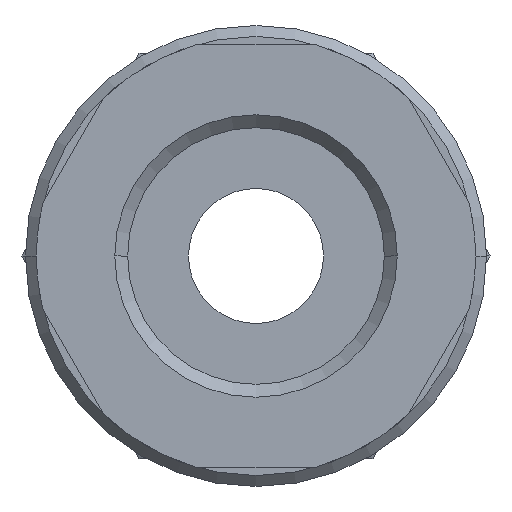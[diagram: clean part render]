
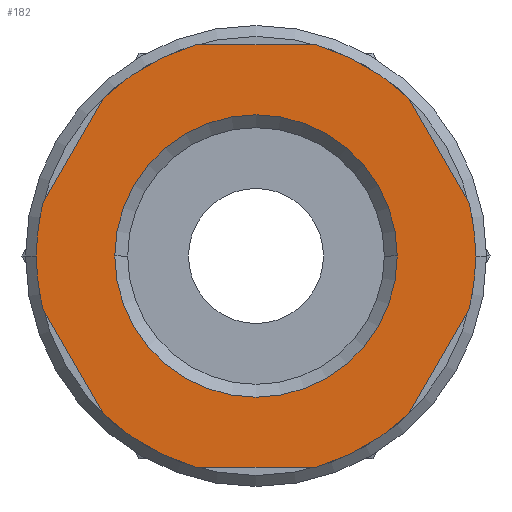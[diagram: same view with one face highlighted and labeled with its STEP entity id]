
A CAD part, front view. The second image highlights one B-rep face of the part: STEP entity #182.
In plain terms, the highlighted planar face has unit normal (0, -1, 0).
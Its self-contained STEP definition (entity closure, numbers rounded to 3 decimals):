
#182=ADVANCED_FACE('',(#438,#439),#440,.T.);
#438=FACE_BOUND('',#777,.T.);
#439=FACE_OUTER_BOUND('',#778,.T.);
#440=PLANE('',#779);
#777=EDGE_LOOP('',(#1244,#1245));
#778=EDGE_LOOP('',(#1246,#1247,#1248,#1249,#1250,#1251,#1252,#1253,#1254,#1255,#1256,#1257,#1258,#1259));
#779=AXIS2_PLACEMENT_3D('',#1260,#1261,#1262);
#1244=ORIENTED_EDGE('',*,*,#2033,.T.);
#1245=ORIENTED_EDGE('',*,*,#2034,.T.);
#1246=ORIENTED_EDGE('',*,*,#2022,.F.);
#1247=ORIENTED_EDGE('',*,*,#2035,.F.);
#1248=ORIENTED_EDGE('',*,*,#1990,.F.);
#1249=ORIENTED_EDGE('',*,*,#1988,.F.);
#1250=ORIENTED_EDGE('',*,*,#2036,.F.);
#1251=ORIENTED_EDGE('',*,*,#2037,.F.);
#1252=ORIENTED_EDGE('',*,*,#2038,.F.);
#1253=ORIENTED_EDGE('',*,*,#2039,.F.);
#1254=ORIENTED_EDGE('',*,*,#2040,.F.);
#1255=ORIENTED_EDGE('',*,*,#2041,.F.);
#1256=ORIENTED_EDGE('',*,*,#2042,.F.);
#1257=ORIENTED_EDGE('',*,*,#2043,.F.);
#1258=ORIENTED_EDGE('',*,*,#2044,.F.);
#1259=ORIENTED_EDGE('',*,*,#1928,.F.);
#1260=CARTESIAN_POINT('',(6.5,0.0,0.0));
#1261=DIRECTION('',(-0.0,-1.0,-0.0));
#1262=DIRECTION('',(-1.0,0.0,0.0));
#1928=EDGE_CURVE('',#2275,#2271,#2277,.T.);
#1988=EDGE_CURVE('',#2381,#2377,#2383,.T.);
#1990=EDGE_CURVE('',#2377,#2385,#2386,.T.);
#2022=EDGE_CURVE('',#2432,#2275,#2434,.T.);
#2033=EDGE_CURVE('',#2450,#2451,#2452,.T.);
#2034=EDGE_CURVE('',#2451,#2450,#2453,.T.);
#2035=EDGE_CURVE('',#2385,#2432,#2454,.T.);
#2036=EDGE_CURVE('',#2455,#2381,#2456,.T.);
#2037=EDGE_CURVE('',#2457,#2455,#2458,.T.);
#2038=EDGE_CURVE('',#2459,#2457,#2460,.T.);
#2039=EDGE_CURVE('',#2461,#2459,#2462,.T.);
#2040=EDGE_CURVE('',#2463,#2461,#2464,.T.);
#2041=EDGE_CURVE('',#2465,#2463,#2466,.T.);
#2042=EDGE_CURVE('',#2467,#2465,#2468,.T.);
#2043=EDGE_CURVE('',#2469,#2467,#2470,.T.);
#2044=EDGE_CURVE('',#2271,#2469,#2471,.T.);
#2271=VERTEX_POINT('',#2757);
#2275=VERTEX_POINT('',#2762);
#2277=CIRCLE('',#2765,13.0);
#2377=VERTEX_POINT('',#3046);
#2381=VERTEX_POINT('',#3051);
#2383=CIRCLE('',#3054,13.0);
#2385=VERTEX_POINT('',#3056);
#2386=LINE('',#3057,#3058);
#2432=VERTEX_POINT('',#3125);
#2434=LINE('',#3128,#3129);
#2450=VERTEX_POINT('',#3159);
#2451=VERTEX_POINT('',#3160);
#2452=CIRCLE('',#3161,8.36);
#2453=CIRCLE('',#3162,8.36);
#2454=CIRCLE('',#3163,13.0);
#2455=VERTEX_POINT('',#3164);
#2456=LINE('',#3165,#3166);
#2457=VERTEX_POINT('',#3167);
#2458=CIRCLE('',#3168,13.0);
#2459=VERTEX_POINT('',#3169);
#2460=CIRCLE('',#3170,13.0);
#2461=VERTEX_POINT('',#3171);
#2462=LINE('',#3172,#3173);
#2463=VERTEX_POINT('',#3174);
#2464=CIRCLE('',#3175,13.0);
#2465=VERTEX_POINT('',#3176);
#2466=LINE('',#3177,#3178);
#2467=VERTEX_POINT('',#3179);
#2468=CIRCLE('',#3180,13.0);
#2469=VERTEX_POINT('',#3181);
#2470=LINE('',#3182,#3183);
#2471=CIRCLE('',#3184,13.0);
#2757=CARTESIAN_POINT('',(-13.0,0.0,0.));
#2762=CARTESIAN_POINT('',(-12.611,0.0,-3.158));
#2765=AXIS2_PLACEMENT_3D('',#3565,#3566,#3567);
#3046=CARTESIAN_POINT('',(3.571,0.0,-12.5));
#3051=CARTESIAN_POINT('',(9.04,0.0,-9.342));
#3054=AXIS2_PLACEMENT_3D('',#3631,#3632,#3633);
#3056=CARTESIAN_POINT('',(-3.571,0.0,-12.5));
#3057=CARTESIAN_POINT('',(3.25,0.0,-12.5));
#3058=VECTOR('',#3634,1.0);
#3125=CARTESIAN_POINT('',(-9.04,0.0,-9.342));
#3128=CARTESIAN_POINT('',(-10.013,0.0,-7.657));
#3129=VECTOR('',#3679,1.0);
#3159=CARTESIAN_POINT('',(-8.36,0.0,0.));
#3160=CARTESIAN_POINT('',(8.36,0.0,0.));
#3161=AXIS2_PLACEMENT_3D('',#3692,#3693,#3694);
#3162=AXIS2_PLACEMENT_3D('',#3695,#3696,#3697);
#3163=AXIS2_PLACEMENT_3D('',#3698,#3699,#3700);
#3164=CARTESIAN_POINT('',(12.611,0.0,-3.158));
#3165=CARTESIAN_POINT('',(11.638,0.0,-4.843));
#3166=VECTOR('',#3701,1.0);
#3167=CARTESIAN_POINT('',(13.0,0.0,0.));
#3168=AXIS2_PLACEMENT_3D('',#3702,#3703,#3704);
#3169=CARTESIAN_POINT('',(12.611,0.0,3.158));
#3170=AXIS2_PLACEMENT_3D('',#3705,#3706,#3707);
#3171=CARTESIAN_POINT('',(9.04,0.0,9.342));
#3172=CARTESIAN_POINT('',(11.638,0.0,4.843));
#3173=VECTOR('',#3708,1.0);
#3174=CARTESIAN_POINT('',(3.571,0.0,12.5));
#3175=AXIS2_PLACEMENT_3D('',#3709,#3710,#3711);
#3176=CARTESIAN_POINT('',(-3.571,0.0,12.5));
#3177=CARTESIAN_POINT('',(3.25,0.0,12.5));
#3178=VECTOR('',#3712,1.0);
#3179=CARTESIAN_POINT('',(-9.04,0.0,9.342));
#3180=AXIS2_PLACEMENT_3D('',#3713,#3714,#3715);
#3181=CARTESIAN_POINT('',(-12.611,0.0,3.158));
#3182=CARTESIAN_POINT('',(-10.013,0.0,7.657));
#3183=VECTOR('',#3716,1.0);
#3184=AXIS2_PLACEMENT_3D('',#3717,#3718,#3719);
#3565=CARTESIAN_POINT('',(0.0,0.0,0.0));
#3566=DIRECTION('',(-0.0,1.0,0.0));
#3567=DIRECTION('',(1.0,0.0,0.0));
#3631=CARTESIAN_POINT('',(0.0,0.0,0.0));
#3632=DIRECTION('',(-0.0,1.0,0.0));
#3633=DIRECTION('',(1.0,0.0,0.0));
#3634=DIRECTION('',(-1.0,0.0,0.0));
#3679=DIRECTION('',(-0.5,0.0,0.866));
#3692=CARTESIAN_POINT('',(0.0,0.0,0.0));
#3693=DIRECTION('',(-0.0,1.0,0.0));
#3694=DIRECTION('',(1.0,0.0,0.0));
#3695=CARTESIAN_POINT('',(0.0,0.0,0.0));
#3696=DIRECTION('',(-0.0,1.0,0.0));
#3697=DIRECTION('',(1.0,0.0,0.0));
#3698=CARTESIAN_POINT('',(0.0,0.0,0.0));
#3699=DIRECTION('',(-0.0,1.0,0.0));
#3700=DIRECTION('',(1.0,0.0,0.0));
#3701=DIRECTION('',(-0.5,0.0,-0.866));
#3702=CARTESIAN_POINT('',(0.0,0.0,0.0));
#3703=DIRECTION('',(-0.0,1.0,0.0));
#3704=DIRECTION('',(1.0,0.0,0.0));
#3705=CARTESIAN_POINT('',(0.0,0.0,0.0));
#3706=DIRECTION('',(-0.0,1.0,0.0));
#3707=DIRECTION('',(1.0,0.0,0.0));
#3708=DIRECTION('',(0.5,0.0,-0.866));
#3709=CARTESIAN_POINT('',(0.0,0.0,0.0));
#3710=DIRECTION('',(-0.0,1.0,0.0));
#3711=DIRECTION('',(1.0,0.0,0.0));
#3712=DIRECTION('',(1.0,-0.0,0.));
#3713=CARTESIAN_POINT('',(0.0,0.0,0.0));
#3714=DIRECTION('',(-0.0,1.0,0.0));
#3715=DIRECTION('',(1.0,0.0,0.0));
#3716=DIRECTION('',(0.5,-0.0,0.866));
#3717=CARTESIAN_POINT('',(0.0,0.0,0.0));
#3718=DIRECTION('',(-0.0,1.0,0.0));
#3719=DIRECTION('',(1.0,0.0,0.0));
